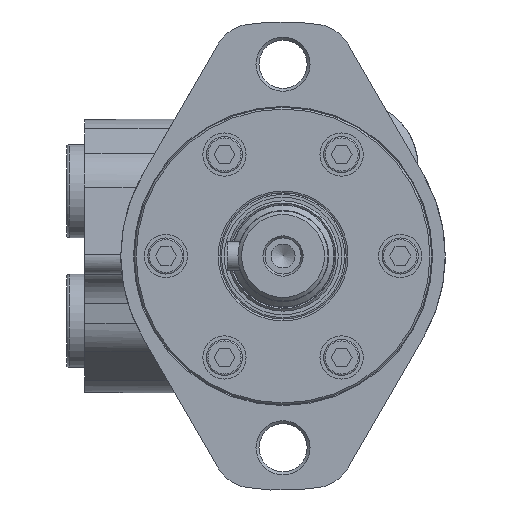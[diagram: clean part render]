
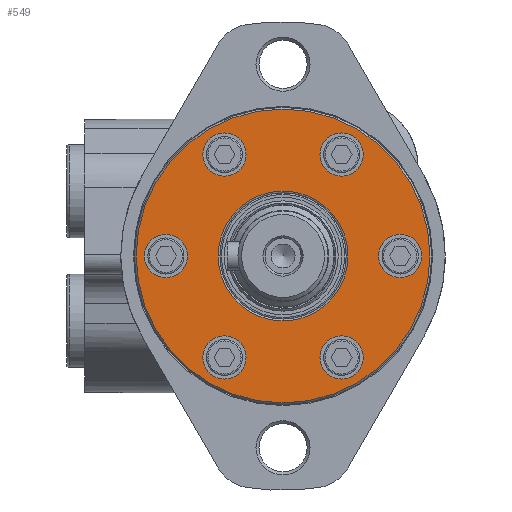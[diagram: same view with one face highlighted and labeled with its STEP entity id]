
A CAD part, left-side view. The second image highlights one B-rep face of the part: STEP entity #549.
In plain terms, the highlighted planar face has unit normal (-1, 0, 0).
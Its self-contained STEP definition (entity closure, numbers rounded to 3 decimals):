
#549 = ADVANCED_FACE( '', ( #1399, #1400, #1401, #1402, #1403, #1404, #1405, #1406 ), #1407, .F. );
#1399 = FACE_OUTER_BOUND( '', #2753, .T. );
#1400 = FACE_BOUND( '', #2754, .T. );
#1401 = FACE_BOUND( '', #2755, .T. );
#1402 = FACE_BOUND( '', #2756, .T. );
#1403 = FACE_BOUND( '', #2757, .T. );
#1404 = FACE_BOUND( '', #2758, .T. );
#1405 = FACE_BOUND( '', #2759, .T. );
#1406 = FACE_BOUND( '', #2760, .T. );
#1407 = PLANE( '', #2761 );
#2753 = EDGE_LOOP( '', ( #4133 ) );
#2754 = EDGE_LOOP( '', ( #4134 ) );
#2755 = EDGE_LOOP( '', ( #4135 ) );
#2756 = EDGE_LOOP( '', ( #4136 ) );
#2757 = EDGE_LOOP( '', ( #4137 ) );
#2758 = EDGE_LOOP( '', ( #4138 ) );
#2759 = EDGE_LOOP( '', ( #4139 ) );
#2760 = EDGE_LOOP( '', ( #4140 ) );
#2761 = AXIS2_PLACEMENT_3D( '', #4141, #4142, #4143 );
#4133 = ORIENTED_EDGE( '', *, *, #7313, .F. );
#4134 = ORIENTED_EDGE( '', *, *, #7314, .F. );
#4135 = ORIENTED_EDGE( '', *, *, #7315, .T. );
#4136 = ORIENTED_EDGE( '', *, *, #7316, .T. );
#4137 = ORIENTED_EDGE( '', *, *, #7317, .T. );
#4138 = ORIENTED_EDGE( '', *, *, #7318, .T. );
#4139 = ORIENTED_EDGE( '', *, *, #7319, .T. );
#4140 = ORIENTED_EDGE( '', *, *, #7320, .T. );
#4141 = CARTESIAN_POINT( '', ( 0., 0., 0. ) );
#4142 = DIRECTION( '', ( 1., 0., 0. ) );
#4143 = DIRECTION( '', ( 0., 0., -1. ) );
#7313 = EDGE_CURVE( '', #8557, #8557, #8558, .T. );
#7314 = EDGE_CURVE( '', #8559, #8559, #8560, .F. );
#7315 = EDGE_CURVE( '', #8561, #8561, #8562, .T. );
#7316 = EDGE_CURVE( '', #8563, #8563, #8564, .T. );
#7317 = EDGE_CURVE( '', #8565, #8565, #8566, .T. );
#7318 = EDGE_CURVE( '', #8567, #8567, #8568, .T. );
#7319 = EDGE_CURVE( '', #8569, #8569, #8570, .T. );
#7320 = EDGE_CURVE( '', #8571, #8571, #8572, .T. );
#8557 = VERTEX_POINT( '', #10481 );
#8558 = CIRCLE( '', #10482, 40.75 );
#8559 = VERTEX_POINT( '', #10483 );
#8560 = CIRCLE( '', #10484, 6. );
#8561 = VERTEX_POINT( '', #10485 );
#8562 = CIRCLE( '', #10486, 6. );
#8563 = VERTEX_POINT( '', #10487 );
#8564 = CIRCLE( '', #10488, 6. );
#8565 = VERTEX_POINT( '', #10489 );
#8566 = CIRCLE( '', #10490, 6. );
#8567 = VERTEX_POINT( '', #10491 );
#8568 = CIRCLE( '', #10492, 6. );
#8569 = VERTEX_POINT( '', #10493 );
#8570 = CIRCLE( '', #10494, 6. );
#8571 = VERTEX_POINT( '', #10495 );
#8572 = CIRCLE( '', #10496, 18. );
#10481 = CARTESIAN_POINT( '', ( 0., 0., -40.75 ) );
#10482 = AXIS2_PLACEMENT_3D( '', #14013, #14014, #14015 );
#10483 = CARTESIAN_POINT( '', ( 0., 32.5, -6. ) );
#10484 = AXIS2_PLACEMENT_3D( '', #14016, #14017, #14018 );
#10485 = CARTESIAN_POINT( '', ( 0., 16.25, -34.146 ) );
#10486 = AXIS2_PLACEMENT_3D( '', #14019, #14020, #14021 );
#10487 = CARTESIAN_POINT( '', ( 0., -16.25, -34.146 ) );
#10488 = AXIS2_PLACEMENT_3D( '', #14022, #14023, #14024 );
#10489 = CARTESIAN_POINT( '', ( 0., -32.5, -6. ) );
#10490 = AXIS2_PLACEMENT_3D( '', #14025, #14026, #14027 );
#10491 = CARTESIAN_POINT( '', ( 0., -16.25, 22.146 ) );
#10492 = AXIS2_PLACEMENT_3D( '', #14028, #14029, #14030 );
#10493 = CARTESIAN_POINT( '', ( 0., 16.25, 22.146 ) );
#10494 = AXIS2_PLACEMENT_3D( '', #14031, #14032, #14033 );
#10495 = CARTESIAN_POINT( '', ( 0., 0., -18. ) );
#10496 = AXIS2_PLACEMENT_3D( '', #14034, #14035, #14036 );
#14013 = CARTESIAN_POINT( '', ( 0., 0., 0. ) );
#14014 = DIRECTION( '', ( 1., 0., 0. ) );
#14015 = DIRECTION( '', ( 0., 0., -1. ) );
#14016 = CARTESIAN_POINT( '', ( 0., 32.5, 0. ) );
#14017 = DIRECTION( '', ( 1., 0., 0. ) );
#14018 = DIRECTION( '', ( 0., 0., -1. ) );
#14019 = CARTESIAN_POINT( '', ( 0., 16.25, -28.146 ) );
#14020 = DIRECTION( '', ( 1., 0., 0. ) );
#14021 = DIRECTION( '', ( 0., 0., -1. ) );
#14022 = CARTESIAN_POINT( '', ( 0., -16.25, -28.146 ) );
#14023 = DIRECTION( '', ( 1., 0., 0. ) );
#14024 = DIRECTION( '', ( 0., 0., -1. ) );
#14025 = CARTESIAN_POINT( '', ( 0., -32.5, 0. ) );
#14026 = DIRECTION( '', ( 1., 0., 0. ) );
#14027 = DIRECTION( '', ( 0., 0., -1. ) );
#14028 = CARTESIAN_POINT( '', ( 0., -16.25, 28.146 ) );
#14029 = DIRECTION( '', ( 1., 0., 0. ) );
#14030 = DIRECTION( '', ( 0., 0., -1. ) );
#14031 = CARTESIAN_POINT( '', ( 0., 16.25, 28.146 ) );
#14032 = DIRECTION( '', ( 1., 0., 0. ) );
#14033 = DIRECTION( '', ( 0., 0., -1. ) );
#14034 = CARTESIAN_POINT( '', ( 0., 0., 0. ) );
#14035 = DIRECTION( '', ( 1., 0., 0. ) );
#14036 = DIRECTION( '', ( 0., 0., -1. ) );
